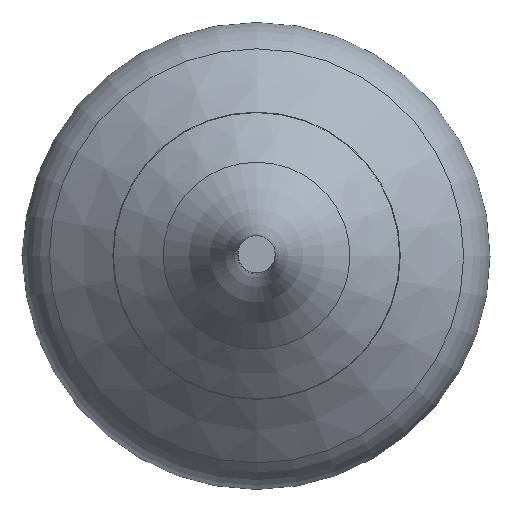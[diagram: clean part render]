
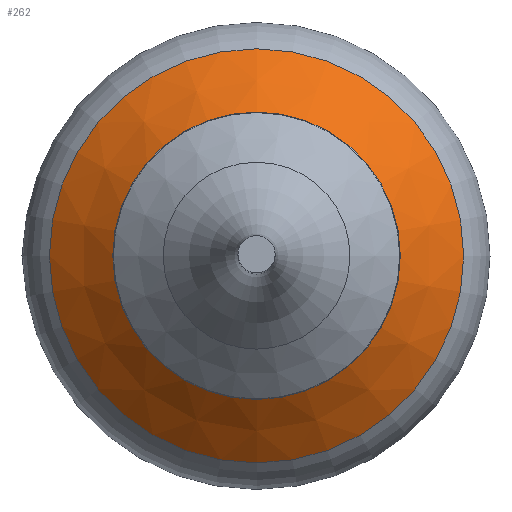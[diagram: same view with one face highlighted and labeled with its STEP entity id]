
A CAD part, top view. The second image highlights one B-rep face of the part: STEP entity #262.
In plain terms, the highlighted conical face has half-angle 48.322 degrees and reference radius 43.825 mm.
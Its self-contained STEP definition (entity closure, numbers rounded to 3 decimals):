
#38=FACE_OUTER_BOUND('',#55,.T.);
#55=EDGE_LOOP('',(#222,#223,#224,#225,#226,#227));
#68=LINE('',#496,#78);
#78=VECTOR('',#413,43.825);
#80=CIRCLE('',#290,38.441);
#81=CIRCLE('',#291,38.441);
#101=CIRCLE('',#324,55.651);
#102=CIRCLE('',#325,55.651);
#107=VERTEX_POINT('',#435);
#108=VERTEX_POINT('',#436);
#125=VERTEX_POINT('',#495);
#126=VERTEX_POINT('',#497);
#130=EDGE_CURVE('',#107,#108,#80,.T.);
#131=EDGE_CURVE('',#108,#107,#81,.T.);
#159=EDGE_CURVE('',#107,#125,#68,.T.);
#160=EDGE_CURVE('',#125,#126,#101,.T.);
#161=EDGE_CURVE('',#126,#125,#102,.T.);
#222=ORIENTED_EDGE('',*,*,#130,.T.);
#223=ORIENTED_EDGE('',*,*,#131,.T.);
#224=ORIENTED_EDGE('',*,*,#159,.T.);
#225=ORIENTED_EDGE('',*,*,#160,.T.);
#226=ORIENTED_EDGE('',*,*,#161,.T.);
#227=ORIENTED_EDGE('',*,*,#159,.F.);
#247=CONICAL_SURFACE('',#323,43.825,0.843);
#262=ADVANCED_FACE('',(#38),#247,.T.);
#290=AXIS2_PLACEMENT_3D('',#437,#337,#338);
#291=AXIS2_PLACEMENT_3D('',#438,#339,#340);
#323=AXIS2_PLACEMENT_3D('',#494,#411,#412);
#324=AXIS2_PLACEMENT_3D('',#498,#414,#415);
#325=AXIS2_PLACEMENT_3D('',#499,#416,#417);
#337=DIRECTION('center_axis',(0.,0.,-1.));
#338=DIRECTION('ref_axis',(0.,-1.,0.));
#339=DIRECTION('center_axis',(0.,0.,-1.));
#340=DIRECTION('ref_axis',(0.,-1.,0.));
#411=DIRECTION('center_axis',(0.,0.,-1.));
#412=DIRECTION('ref_axis',(0.,-1.,0.));
#413=DIRECTION('',(0.,0.747,-0.665));
#414=DIRECTION('center_axis',(0.,0.,1.));
#415=DIRECTION('ref_axis',(1.,0.,0.));
#416=DIRECTION('center_axis',(0.,0.,1.));
#417=DIRECTION('ref_axis',(1.,0.,0.));
#435=CARTESIAN_POINT('',(0.,38.441,84.197));
#436=CARTESIAN_POINT('',(38.441,0.,84.197));
#437=CARTESIAN_POINT('Origin',(0.,0.,84.197));
#438=CARTESIAN_POINT('Origin',(0.,0.,84.197));
#494=CARTESIAN_POINT('Origin',(0.,0.,79.403));
#495=CARTESIAN_POINT('',(0.,55.651,68.875));
#496=CARTESIAN_POINT('',(0.,43.825,79.403));
#497=CARTESIAN_POINT('',(-55.651,0.,68.875));
#498=CARTESIAN_POINT('Origin',(0.,0.,68.875));
#499=CARTESIAN_POINT('Origin',(0.,0.,68.875));
